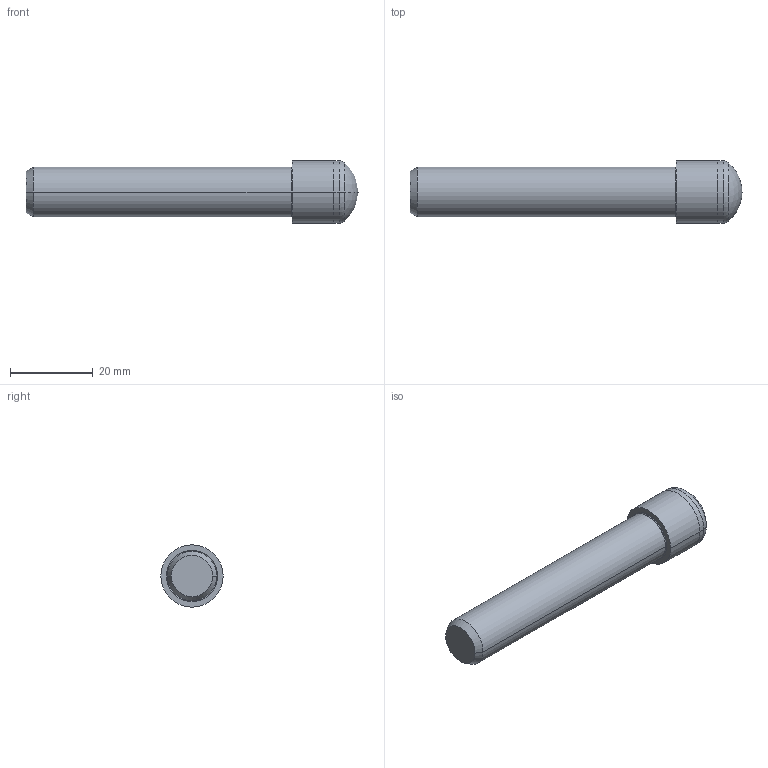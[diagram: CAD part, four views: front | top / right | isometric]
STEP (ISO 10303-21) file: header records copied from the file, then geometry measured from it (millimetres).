
FILE_DESCRIPTION (( 'STEP AP203' ), '1' );
FILE_NAME ('R10_S12.STEP', '2024-03-12T11:10:46', ( '' ), ( '' ), 'SwSTEP 2.0', 'SolidWorks 2023', '' );
FILE_SCHEMA (( 'CONFIG_CONTROL_DESIGN' ));
Length unit declared in the file: millimetre
Products named in the file (1): R10_S12
Bounding box: 80.01 x 15 x 15 mm (x, y, z)
Volume: 9709.4 mm3; surface area: 3366.8 mm2
Topology: 1 solids, 1 shells, 18 faces, 36 edges, 21 vertices
Faces by surface type: torus 6, cylinder 6, sphere 2, cone 2, plane 2
Entity records: 553 total; most frequent: DIRECTION 102, CARTESIAN_POINT 76, ORIENTED_EDGE 72, AXIS2_PLACEMENT_3D 47, EDGE_CURVE 36, CIRCLE 28, VERTEX_POINT 21, EDGE_LOOP 19
